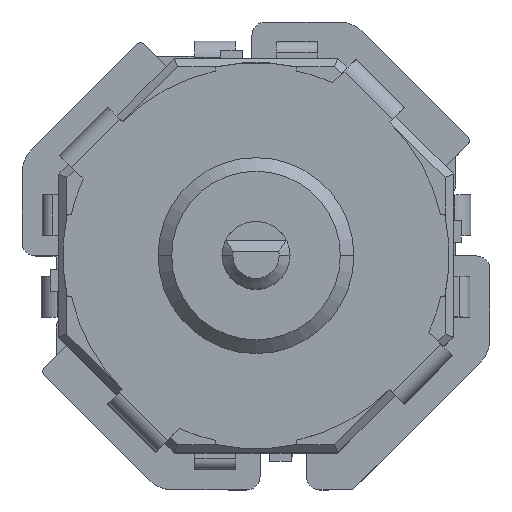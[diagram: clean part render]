
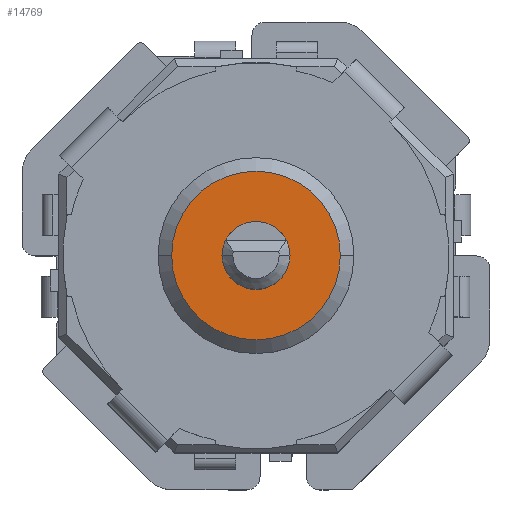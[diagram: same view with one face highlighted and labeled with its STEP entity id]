
A CAD part, top view. The second image highlights one B-rep face of the part: STEP entity #14769.
In plain terms, the highlighted planar face has unit normal (0, 0, 1).
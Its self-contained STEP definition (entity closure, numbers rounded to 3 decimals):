
#956 = EDGE_LOOP ( 'NONE', ( #7277, #7006 ) ) ;
#999 = CARTESIAN_POINT ( 'NONE',  ( -1., 0., 10.5 ) ) ;
#1007 = CARTESIAN_POINT ( 'NONE',  ( -3.1, 0., 10.5 ) ) ;
#1104 = CARTESIAN_POINT ( 'NONE',  ( 3.1, 0., 10.5 ) ) ;
#1162 = CARTESIAN_POINT ( 'NONE',  ( 1., 0., 10.5 ) ) ;
#1231 = CARTESIAN_POINT ( 'NONE',  ( 0., 0., 10.5 ) ) ;
#1242 = DIRECTION ( 'NONE',  ( -1., 0., 0. ) ) ;
#1252 = DIRECTION ( 'NONE',  ( 0., 0., 1. ) ) ;
#1407 = DIRECTION ( 'NONE',  ( 0., 0., 1. ) ) ;
#1473 = CARTESIAN_POINT ( 'NONE',  ( 0., 0., 10.5 ) ) ;
#1629 = DIRECTION ( 'NONE',  ( 1., 0., 0. ) ) ;
#2133 = EDGE_CURVE ( 'NONE', #5915, #5890, #7860, .T. ) ;
#2226 = EDGE_CURVE ( 'NONE', #5771, #5816, #7739, .T. ) ;
#2306 = EDGE_CURVE ( 'NONE', #5890, #5915, #8073, .T. ) ;
#2322 = AXIS2_PLACEMENT_3D ( 'NONE', #13657, #13659, #13660 ) ;
#5276 = EDGE_LOOP ( 'NONE', ( #7012, #7086 ) ) ;
#5771 = VERTEX_POINT ( 'NONE', #999 ) ;
#5816 = VERTEX_POINT ( 'NONE', #1162 ) ;
#5890 = VERTEX_POINT ( 'NONE', #1007 ) ;
#5915 = VERTEX_POINT ( 'NONE', #1104 ) ;
#6446 = CARTESIAN_POINT ( 'NONE',  ( 0., 0., 10.5 ) ) ;
#6452 = DIRECTION ( 'NONE',  ( 0., 0., 1. ) ) ;
#6453 = DIRECTION ( 'NONE',  ( 1., 0., 0. ) ) ;
#7006 = ORIENTED_EDGE ( 'NONE', *, *, #12911, .F. ) ;
#7012 = ORIENTED_EDGE ( 'NONE', *, *, #2133, .T. ) ;
#7086 = ORIENTED_EDGE ( 'NONE', *, *, #2306, .T. ) ;
#7277 = ORIENTED_EDGE ( 'NONE', *, *, #2226, .F. ) ;
#7739 = CIRCLE ( 'NONE', #10623, 1. ) ;
#7860 = CIRCLE ( 'NONE', #10502, 3.1 ) ;
#8073 = CIRCLE ( 'NONE', #11361, 3.1 ) ;
#10502 = AXIS2_PLACEMENT_3D ( 'NONE', #6446, #6452, #6453 ) ;
#10623 = AXIS2_PLACEMENT_3D ( 'NONE', #1231, #1252, #1242 ) ;
#11361 = AXIS2_PLACEMENT_3D ( 'NONE', #1473, #1407, #1629 ) ;
#11541 = CIRCLE ( 'NONE', #2322, 1. ) ;
#12911 = EDGE_CURVE ( 'NONE', #5816, #5771, #11541, .T. ) ;
#13657 = CARTESIAN_POINT ( 'NONE',  ( 0., 0., 10.5 ) ) ;
#13659 = DIRECTION ( 'NONE',  ( 0., 0., 1. ) ) ;
#13660 = DIRECTION ( 'NONE',  ( -1., 0., 0. ) ) ;
#14388 = FACE_OUTER_BOUND ( 'NONE', #5276, .T. ) ;
#14395 = FACE_BOUND ( 'NONE', #956, .T. ) ;
#14769 = ADVANCED_FACE ( 'NONE', ( #14388, #14395 ), #15200, .F. ) ;
#15199 = CARTESIAN_POINT ( 'NONE',  ( -1.745, -1.745, 10.5 ) ) ;
#15200 = PLANE ( 'NONE',  #20332 ) ;
#15208 = DIRECTION ( 'NONE',  ( 0., 0., -1. ) ) ;
#15209 = DIRECTION ( 'NONE',  ( -1., 0., 0. ) ) ;
#20332 = AXIS2_PLACEMENT_3D ( 'NONE', #15199, #15208, #15209 ) ;
